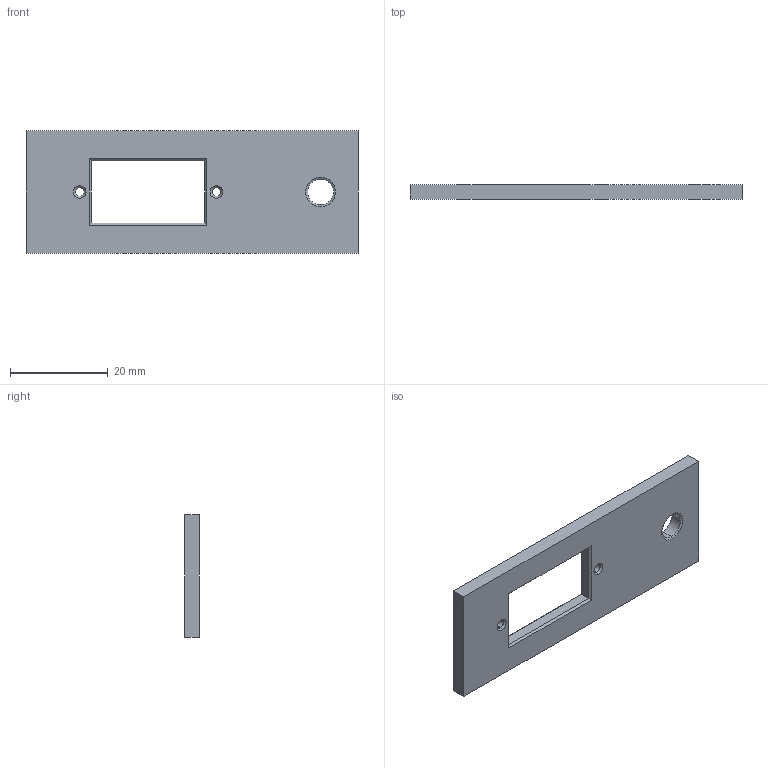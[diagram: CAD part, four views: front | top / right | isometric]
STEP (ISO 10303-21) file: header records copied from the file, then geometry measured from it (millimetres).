
FILE_DESCRIPTION (( 'STEP AP214' ), '1' );
FILE_NAME ('Áã¼þs1.STEP', '2026-02-14T09:55:00', ( '' ), ( '' ), 'SwSTEP 2.0', 'SolidWorks 2025', '' );
FILE_SCHEMA (( 'AUTOMOTIVE_DESIGN' ));
Length unit declared in the file: millimetre
Products named in the file (1): 零件s1
Bounding box: 68 x 3 x 25 mm (x, y, z)
Volume: 4112.3 mm3; surface area: 3566.5 mm2
Topology: 1 solids, 1 shells, 36 faces, 82 edges, 48 vertices
Faces by surface type: plane 18, cone 12, cylinder 6
Entity records: 1029 total; most frequent: DIRECTION 180, CARTESIAN_POINT 167, ORIENTED_EDGE 164, EDGE_CURVE 82, AXIS2_PLACEMENT_3D 61, VECTOR 58, LINE 58, VERTEX_POINT 48
